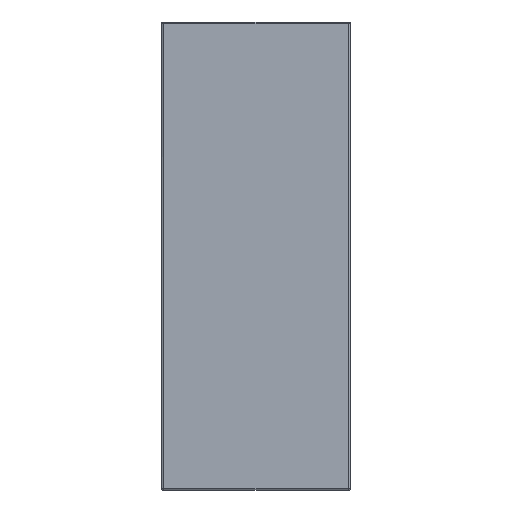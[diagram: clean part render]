
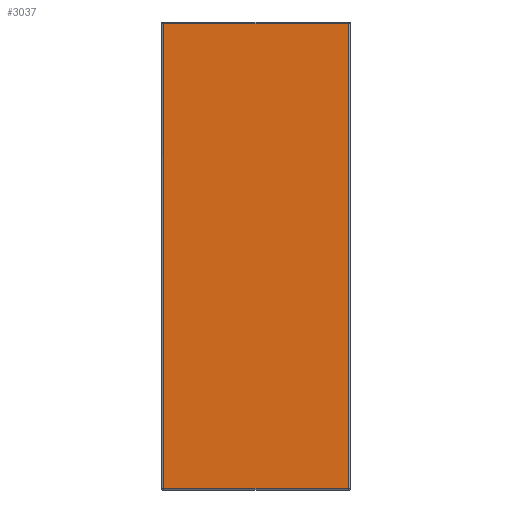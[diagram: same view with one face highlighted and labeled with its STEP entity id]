
A CAD part, front view. The second image highlights one B-rep face of the part: STEP entity #3037.
In plain terms, the highlighted free-form (B-spline) face has degree [1, 1] with [2, 2] control points.
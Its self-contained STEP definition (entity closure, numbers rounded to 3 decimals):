
#2304 = VERTEX_POINT('',#2305);
#2305 = CARTESIAN_POINT('',(-5.784,-6.544,
    19.31));
#2340 = VERTEX_POINT('',#2341);
#2341 = CARTESIAN_POINT('',(1.867,-6.544,
    19.31));
#2355 = EDGE_CURVE('',#2304,#2340,#2356,.T.);
#2356 = B_SPLINE_CURVE_WITH_KNOTS('',1,(#2357,#2358),.UNSPECIFIED.,.F.,
  .F.,(2,2),(-2.075,6.225),.PIECEWISE_BEZIER_KNOTS.);
#2357 = CARTESIAN_POINT('',(-5.784,-6.544,
    19.31));
#2358 = CARTESIAN_POINT('',(1.867,-6.544,
    19.31));
#3017 = EDGE_CURVE('',#3018,#2340,#3020,.T.);
#3018 = VERTEX_POINT('',#3019);
#3019 = CARTESIAN_POINT('',(1.867,-6.544,
    0.047));
#3020 = B_SPLINE_CURVE_WITH_KNOTS('',1,(#3021,#3022),.UNSPECIFIED.,.F.,
  .F.,(2,2),(0.051,20.949),.PIECEWISE_BEZIER_KNOTS.);
#3021 = CARTESIAN_POINT('',(1.867,-6.544,
    0.047));
#3022 = CARTESIAN_POINT('',(1.867,-6.544,
    19.31));
#3037 = ADVANCED_FACE('',(#3038),#3054,.T.);
#3038 = FACE_BOUND('',#3039,.T.);
#3039 = EDGE_LOOP('',(#3040,#3041,#3048,#3053));
#3040 = ORIENTED_EDGE('',*,*,#2355,.F.);
#3041 = ORIENTED_EDGE('',*,*,#3042,.F.);
#3042 = EDGE_CURVE('',#3043,#2304,#3045,.T.);
#3043 = VERTEX_POINT('',#3044);
#3044 = CARTESIAN_POINT('',(-5.784,-6.544,
    0.047));
#3045 = B_SPLINE_CURVE_WITH_KNOTS('',1,(#3046,#3047),.UNSPECIFIED.,.F.,
  .F.,(2,2),(0.051,20.949),.PIECEWISE_BEZIER_KNOTS.);
#3046 = CARTESIAN_POINT('',(-5.784,-6.544,
    0.047));
#3047 = CARTESIAN_POINT('',(-5.784,-6.544,
    19.31));
#3048 = ORIENTED_EDGE('',*,*,#3049,.F.);
#3049 = EDGE_CURVE('',#3018,#3043,#3050,.T.);
#3050 = B_SPLINE_CURVE_WITH_KNOTS('',1,(#3051,#3052),.UNSPECIFIED.,.F.,
  .F.,(2,2),(-6.225,2.075),.PIECEWISE_BEZIER_KNOTS.);
#3051 = CARTESIAN_POINT('',(1.867,-6.544,
    0.047));
#3052 = CARTESIAN_POINT('',(-5.784,-6.544,
    0.047));
#3053 = ORIENTED_EDGE('',*,*,#3017,.T.);
#3054 = B_SPLINE_SURFACE_WITH_KNOTS('',1,1,(
    (#3055,#3056)
    ,(#3057,#3058
    )),.UNSPECIFIED.,.F.,.F.,.F.,(2,2),(2,2),(0.,8.3),(0.051,20.949)
  ,.PIECEWISE_BEZIER_KNOTS.);
#3055 = CARTESIAN_POINT('',(-5.784,-6.544,
    0.047));
#3056 = CARTESIAN_POINT('',(-5.784,-6.544,
    19.31));
#3057 = CARTESIAN_POINT('',(1.867,-6.544,
    0.047));
#3058 = CARTESIAN_POINT('',(1.867,-6.544,
    19.31));
